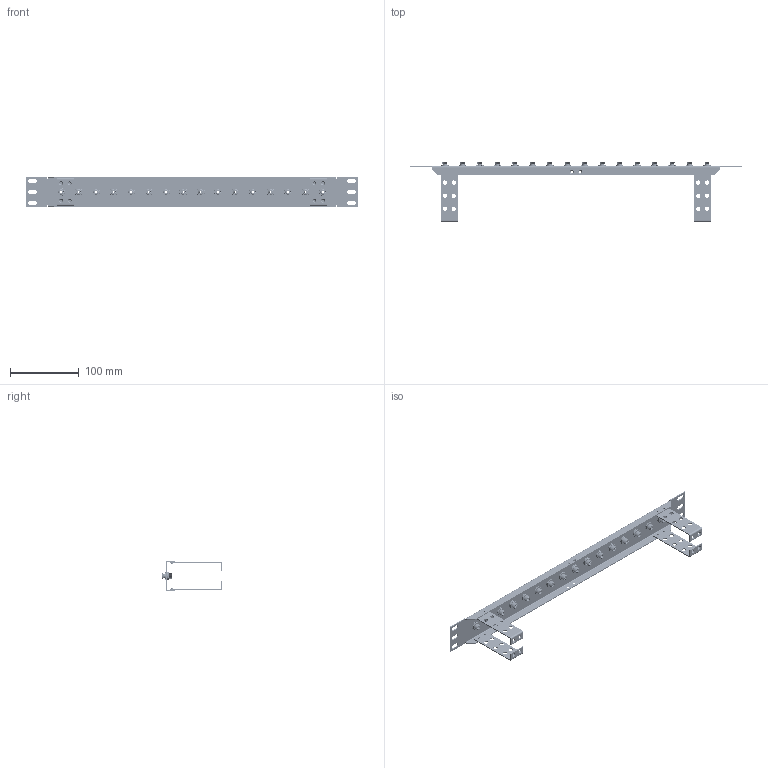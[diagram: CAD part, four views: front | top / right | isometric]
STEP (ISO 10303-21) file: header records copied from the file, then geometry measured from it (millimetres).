
FILE_DESCRIPTION (( 'STEP AP214' ), '1' );
FILE_NAME ('REF00070.STEP', '2017-05-24T14:01:02', ( 'L-Com' ), ( 'L-Com Global Connectivity' ), 'SwSTEP 2.0', 'SolidWorks 2014', '' );
FILE_SCHEMA (( 'AUTOMOTIVE_DESIGN' ));
Length unit declared in the file: inch
Products named in the file (8): FOA-033_with out dust caps; 3AA02-003_1; 3AA03-003_1; FOA-033_1; 3AA01-030_4-40 x .187 FLAT HEAD SCREW; PR-CMB-B175_1; PR175ST16CMB-MA1_1; REF00070
Assembly tree (32 placements, depth 3):
  REF00070
    PR175ST16CMB-MA1_1
    PR-CMB-B175_1  x4
    3AA01-030_4-40 x .187 FLAT HEAD SCREW  x8
    FOA-033_with out dust caps  x16
      FOA-033_1
      3AA03-003_1
      3AA02-003_1
Bounding box: 482.6 x 87 x 43.94 mm (x, y, z)
Volume: 63497.6 mm3; surface area: 103120.1 mm2
Topology: 61 solids, 61 shells, 7245 faces, 20512 edges, 13520 vertices
Faces by surface type: plane 4325, cylinder 1736, cone 1032, bspline 152
Entity records: 50310 total; most frequent: CARTESIAN_POINT 12597, ORIENTED_EDGE 5436, DIRECTION 4503, EDGE_CURVE 2718, VECTOR 1907, LINE 1907, VERTEX_POINT 1802, AXIS2_PLACEMENT_3D 1298
